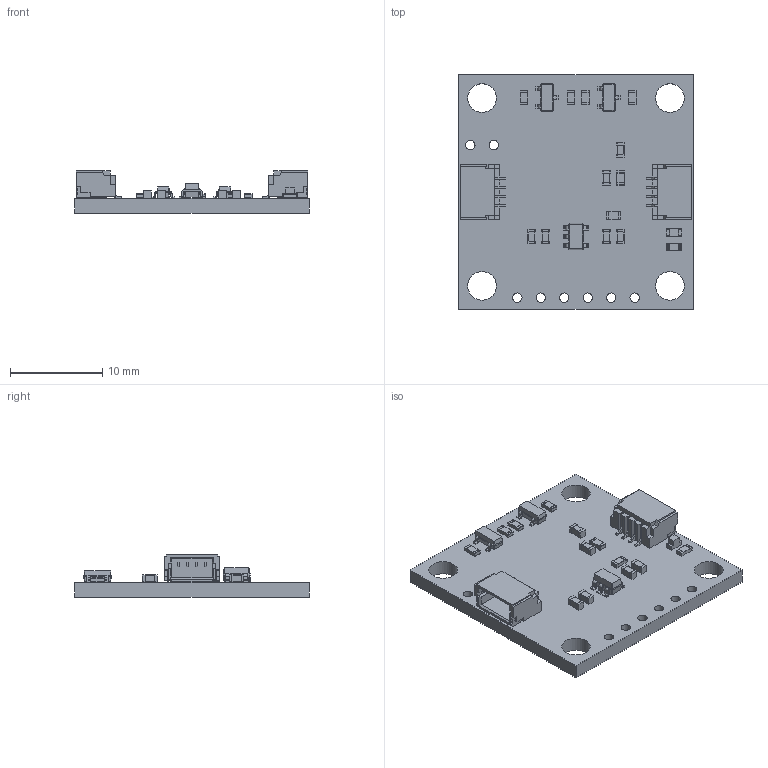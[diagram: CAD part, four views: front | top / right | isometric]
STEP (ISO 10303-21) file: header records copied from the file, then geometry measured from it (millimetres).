
FILE_DESCRIPTION(('KiCad electronic assembly'),'2;1');
FILE_NAME('SparkFun_AS7343_Qwiic.step','2025-04-03T13:43:09',('Pcbnew'), ('Kicad'),'Open CASCADE STEP processor 7.8','KiCad to STEP converter', 'Unknown');
FILE_SCHEMA(('AUTOMOTIVE_DESIGN { 1 0 10303 214 1 1 1 1 }'));
Length unit declared in the file: millimetre
Products named in the file (14): SparkFun_AS7343_Qwiic 1; C_0603_1608Metric; R_0603_1608Metric; LED_0603_1608Metric_Red; SOT-23-5; SOT_23_5; Qwiic-Horizontal; SM04B-SRSS-TB_LiteBlackSilver; SOT-23; SOT_23; SparkFun_AS7343_Qwiic_PCB
Assembly tree (26 placements, depth 3):
  SparkFun_AS7343_Qwiic 1
    C_0603_1608Metric  x6
      C_0603_1608Metric
    R_0603_1608Metric  x7
      R_0603_1608Metric
    LED_0603_1608Metric_Red
      LED_0603_1608Metric_Red
    SOT-23-5
      SOT_23_5
    Qwiic-Horizontal  x2
      SM04B-SRSS-TB_LiteBlackSilver
    SOT-23  x2
      SOT_23
    SparkFun_AS7343_Qwiic_PCB
Bounding box: 25.4 x 25.4 x 4.61 mm (x, y, z)
Volume: 1080.1 mm3; surface area: 2011.6 mm2
Topology: 32 solids, 32 shells, 1131 faces, 3000 edges, 1940 vertices
Faces by surface type: plane 776, cylinder 272, bspline 83
Full cylindrical faces by diameter (mm): 1.016 x8, 3.1 x4
Entity records: 19258 total; most frequent: CARTESIAN_POINT 3101, ORIENTED_EDGE 2816, DIRECTION 2570, EDGE_CURVE 1408, LINE 1120, VECTOR 1120, VERTEX_POINT 904, AXIS2_PLACEMENT_3D 725
